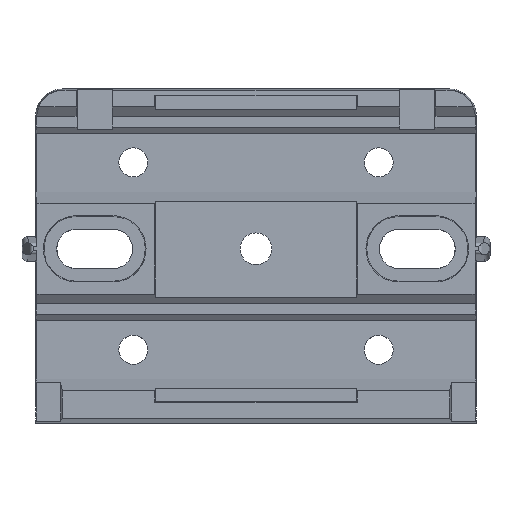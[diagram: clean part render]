
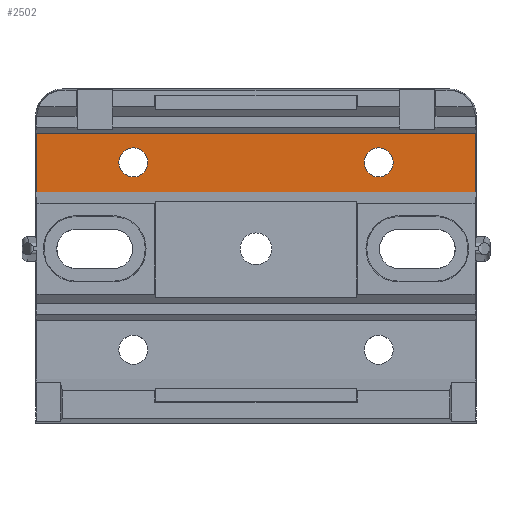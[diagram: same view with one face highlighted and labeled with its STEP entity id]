
A CAD part, top view. The second image highlights one B-rep face of the part: STEP entity #2502.
In plain terms, the highlighted planar face has unit normal (0, 0, 1).
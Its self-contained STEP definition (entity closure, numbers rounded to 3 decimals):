
#32=CARTESIAN_POINT('',(15.1,21.913,-5.1));
#33=VERTEX_POINT('',#32);
#34=CARTESIAN_POINT('',(11.9,21.913,-5.1));
#35=VERTEX_POINT('',#34);
#36=CARTESIAN_POINT('',(13.5,21.913,-5.1));
#37=DIRECTION('',(0.,-0.,-1.));
#38=DIRECTION('',(0.,1.,-0.));
#39=AXIS2_PLACEMENT_3D('',#36,#37,#38);
#40=CIRCLE('',#39,1.6);
#41=EDGE_CURVE('',#33,#35,#40,.T.);
#74=CARTESIAN_POINT('',(-11.9,21.913,-5.1));
#75=VERTEX_POINT('',#74);
#76=CARTESIAN_POINT('',(-15.1,21.913,-5.1));
#77=VERTEX_POINT('',#76);
#78=CARTESIAN_POINT('',(-13.5,21.913,-5.1));
#79=DIRECTION('',(0.,-0.,-1.));
#80=DIRECTION('',(0.,1.,-0.));
#81=AXIS2_PLACEMENT_3D('',#78,#79,#80);
#82=CIRCLE('',#81,1.6);
#83=EDGE_CURVE('',#75,#77,#82,.T.);
#2312=CARTESIAN_POINT('',(24.191,25.143,-5.1));
#2313=VERTEX_POINT('',#2312);
#2320=CARTESIAN_POINT('',(24.191,18.643,-5.1));
#2321=VERTEX_POINT('',#2320);
#2322=CARTESIAN_POINT('',(24.191,18.643,-5.1));
#2323=DIRECTION('',(0.,1.,0.));
#2324=VECTOR('',#2323,6.5);
#2325=LINE('',#2322,#2324);
#2326=EDGE_CURVE('',#2321,#2313,#2325,.T.);
#2366=CARTESIAN_POINT('',(-24.191,18.643,-5.1));
#2367=VERTEX_POINT('',#2366);
#2374=CARTESIAN_POINT('',(-24.191,25.143,-5.1));
#2375=VERTEX_POINT('',#2374);
#2376=CARTESIAN_POINT('',(-24.191,18.643,-5.1));
#2377=DIRECTION('',(0.,1.,0.));
#2378=VECTOR('',#2377,6.5);
#2379=LINE('',#2376,#2378);
#2380=EDGE_CURVE('',#2367,#2375,#2379,.T.);
#2438=CARTESIAN_POINT('',(-24.191,25.143,-5.1));
#2439=DIRECTION('',(1.,0.,-0.));
#2440=VECTOR('',#2439,48.381);
#2441=LINE('',#2438,#2440);
#2442=EDGE_CURVE('',#2375,#2313,#2441,.T.);
#2466=CARTESIAN_POINT('',(-24.25,18.643,-5.1));
#2467=DIRECTION('',(0.,-0.,-1.));
#2468=DIRECTION('',(1.,0.,0.));
#2469=AXIS2_PLACEMENT_3D('',#2466,#2467,#2468);
#2470=PLANE('',#2469);
#2471=CARTESIAN_POINT('',(-24.191,18.643,-5.1));
#2472=DIRECTION('',(1.,0.,-0.));
#2473=VECTOR('',#2472,48.381);
#2474=LINE('',#2471,#2473);
#2475=EDGE_CURVE('',#2367,#2321,#2474,.T.);
#2476=ORIENTED_EDGE('',*,*,#2475,.T.);
#2477=ORIENTED_EDGE('',*,*,#2326,.T.);
#2478=ORIENTED_EDGE('',*,*,#2442,.F.);
#2479=ORIENTED_EDGE('',*,*,#2380,.F.);
#2480=EDGE_LOOP('',(#2476,#2477,#2478,#2479));
#2481=FACE_BOUND('',#2480,.T.);
#2482=CARTESIAN_POINT('',(-13.5,21.913,-5.1));
#2483=DIRECTION('',(0.,-0.,-1.));
#2484=DIRECTION('',(0.,1.,-0.));
#2485=AXIS2_PLACEMENT_3D('',#2482,#2483,#2484);
#2486=CIRCLE('',#2485,1.6);
#2487=EDGE_CURVE('',#77,#75,#2486,.T.);
#2488=ORIENTED_EDGE('',*,*,#2487,.T.);
#2489=ORIENTED_EDGE('',*,*,#83,.T.);
#2490=EDGE_LOOP('',(#2488,#2489));
#2491=FACE_BOUND('',#2490,.T.);
#2492=CARTESIAN_POINT('',(13.5,21.913,-5.1));
#2493=DIRECTION('',(0.,-0.,-1.));
#2494=DIRECTION('',(0.,1.,-0.));
#2495=AXIS2_PLACEMENT_3D('',#2492,#2493,#2494);
#2496=CIRCLE('',#2495,1.6);
#2497=EDGE_CURVE('',#35,#33,#2496,.T.);
#2498=ORIENTED_EDGE('',*,*,#2497,.T.);
#2499=ORIENTED_EDGE('',*,*,#41,.T.);
#2500=EDGE_LOOP('',(#2498,#2499));
#2501=FACE_BOUND('',#2500,.T.);
#2502=ADVANCED_FACE('',(#2481,#2491,#2501),#2470,.F.);
